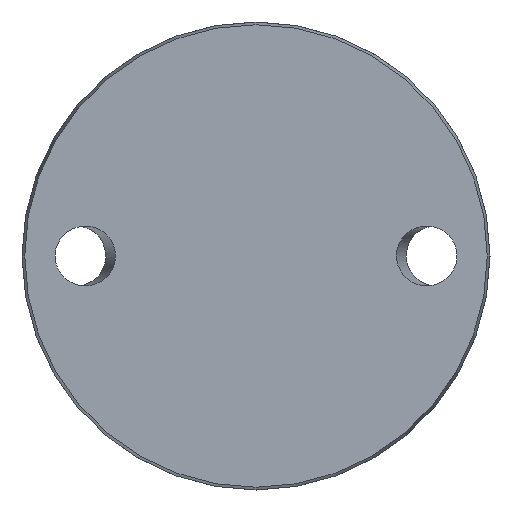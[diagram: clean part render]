
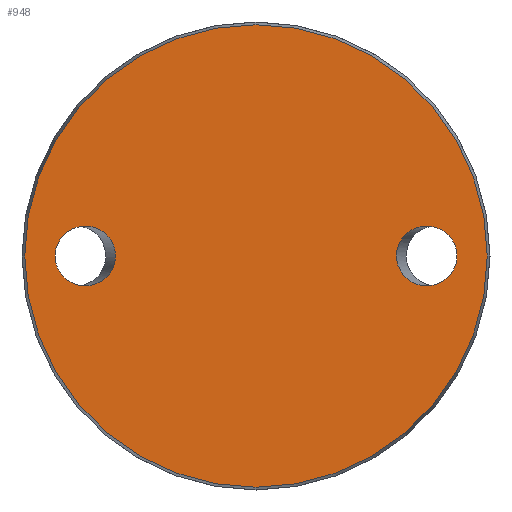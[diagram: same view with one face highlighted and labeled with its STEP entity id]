
A CAD part, front view. The second image highlights one B-rep face of the part: STEP entity #948.
In plain terms, the highlighted planar face has unit normal (0, -1, 0).
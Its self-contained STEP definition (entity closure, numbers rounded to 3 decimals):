
#15 = CARTESIAN_POINT ( 'NONE',  ( 0., 0., -48.425 ) ) ;
#32 = EDGE_CURVE ( 'NONE', #572, #572, #517, .T. ) ;
#48 = EDGE_CURVE ( 'NONE', #102, #102, #817, .T. ) ;
#102 = VERTEX_POINT ( 'NONE', #15 ) ;
#107 =( BOUNDED_CURVE ( )  B_SPLINE_CURVE ( 3, ( #792, #797, #864, #422, #752, #666, #812 ),
 .UNSPECIFIED., .T., .F. ) 
 B_SPLINE_CURVE_WITH_KNOTS ( ( 4, 3, 4 ),
 ( 0., 3.142, 6.283 ),
 .UNSPECIFIED. ) 
 CURVE ( )  GEOMETRIC_REPRESENTATION_ITEM ( )  RATIONAL_B_SPLINE_CURVE ( ( 1., 0.333, 0.333, 1., 0.333, 0.333, 1. ) ) 
 REPRESENTATION_ITEM ( '' )  );
#128 = EDGE_LOOP ( 'NONE', ( #273 ) ) ;
#198 = CARTESIAN_POINT ( 'NONE',  ( 0., 0., 0. ) ) ;
#204 = VERTEX_POINT ( 'NONE', #669 ) ;
#261 = ORIENTED_EDGE ( 'NONE', *, *, #32, .F. ) ;
#262 = FACE_BOUND ( 'NONE', #865, .T. ) ;
#273 = ORIENTED_EDGE ( 'NONE', *, *, #628, .T. ) ;
#280 = CARTESIAN_POINT ( 'NONE',  ( 42.087, 0., 0. ) ) ;
#323 = DIRECTION ( 'NONE',  ( 0., 1., 0. ) ) ;
#327 = CARTESIAN_POINT ( 'NONE',  ( 29.413, 0., 0. ) ) ;
#331 = FACE_BOUND ( 'NONE', #128, .T. ) ;
#403 = AXIS2_PLACEMENT_3D ( 'NONE', #198, #443, #737 ) ;
#422 = CARTESIAN_POINT ( 'NONE',  ( -29.413, 0., 0. ) ) ;
#443 = DIRECTION ( 'NONE',  ( 0., -1., 0. ) ) ;
#492 = FACE_OUTER_BOUND ( 'NONE', #869, .T. ) ;
#512 = CARTESIAN_POINT ( 'NONE',  ( 29.413, 0., 12.5 ) ) ;
#517 =( BOUNDED_CURVE ( )  B_SPLINE_CURVE ( 3, ( #656, #887, #668, #280, #585, #512, #876 ),
 .UNSPECIFIED., .T., .F. ) 
 B_SPLINE_CURVE_WITH_KNOTS ( ( 4, 3, 4 ),
 ( 0., 3.142, 6.283 ),
 .UNSPECIFIED. ) 
 CURVE ( )  GEOMETRIC_REPRESENTATION_ITEM ( )  RATIONAL_B_SPLINE_CURVE ( ( 1., 0.333, 0.333, 1., 0.333, 0.333, 1. ) ) 
 REPRESENTATION_ITEM ( '' )  );
#572 = VERTEX_POINT ( 'NONE', #327 ) ;
#585 = CARTESIAN_POINT ( 'NONE',  ( 42.087, 0., 12.5 ) ) ;
#628 = EDGE_CURVE ( 'NONE', #204, #204, #107, .T. ) ;
#656 = CARTESIAN_POINT ( 'NONE',  ( 29.413, 0., 0. ) ) ;
#666 = CARTESIAN_POINT ( 'NONE',  ( -42.087, 0., -12.5 ) ) ;
#668 = CARTESIAN_POINT ( 'NONE',  ( 42.087, 0., -12.5 ) ) ;
#669 = CARTESIAN_POINT ( 'NONE',  ( -42.087, 0., 0. ) ) ;
#718 = AXIS2_PLACEMENT_3D ( 'NONE', #857, #323, #786 ) ;
#737 = DIRECTION ( 'NONE',  ( 0., 0., -1. ) ) ;
#752 = CARTESIAN_POINT ( 'NONE',  ( -29.413, 0., -12.5 ) ) ;
#785 = ORIENTED_EDGE ( 'NONE', *, *, #48, .T. ) ;
#786 = DIRECTION ( 'NONE',  ( 0., 0., 1. ) ) ;
#792 = CARTESIAN_POINT ( 'NONE',  ( -42.087, 0., 0. ) ) ;
#797 = CARTESIAN_POINT ( 'NONE',  ( -42.087, 0., 12.5 ) ) ;
#812 = CARTESIAN_POINT ( 'NONE',  ( -42.087, 0., 0. ) ) ;
#817 = CIRCLE ( 'NONE', #403, 48.425 ) ;
#857 = CARTESIAN_POINT ( 'NONE',  ( -48.425, 0., 0. ) ) ;
#864 = CARTESIAN_POINT ( 'NONE',  ( -29.413, 0., 12.5 ) ) ;
#865 = EDGE_LOOP ( 'NONE', ( #261 ) ) ;
#869 = EDGE_LOOP ( 'NONE', ( #785 ) ) ;
#876 = CARTESIAN_POINT ( 'NONE',  ( 29.413, 0., 0. ) ) ;
#887 = CARTESIAN_POINT ( 'NONE',  ( 29.413, 0., -12.5 ) ) ;
#925 = PLANE ( 'NONE',  #718 ) ;
#948 = ADVANCED_FACE ( 'NONE', ( #331, #262, #492 ), #925, .F. ) ;
